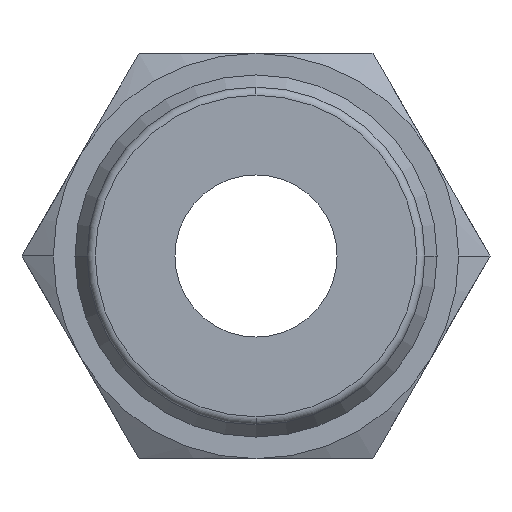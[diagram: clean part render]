
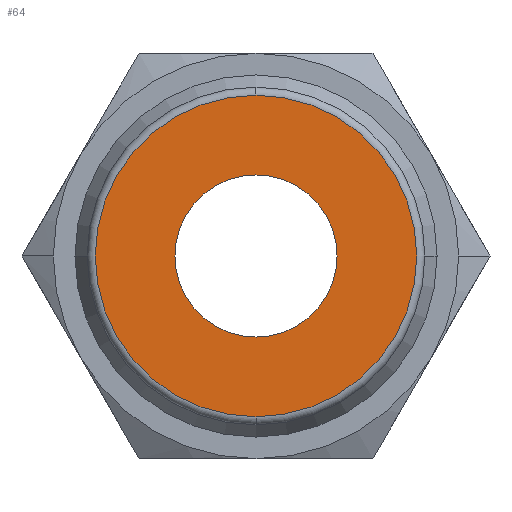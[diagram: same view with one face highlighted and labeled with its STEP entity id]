
A CAD part, front view. The second image highlights one B-rep face of the part: STEP entity #64.
In plain terms, the highlighted planar face has unit normal (0, -1, 0).
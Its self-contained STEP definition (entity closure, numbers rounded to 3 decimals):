
#64=ADVANCED_FACE('',(#161,#162),#163,.T.);
#161=FACE_BOUND('',#292,.T.);
#162=FACE_OUTER_BOUND('',#293,.T.);
#163=PLANE('',#294);
#292=EDGE_LOOP('',(#417,#418));
#293=EDGE_LOOP('',(#419,#420,#421));
#294=AXIS2_PLACEMENT_3D('',#422,#423,#424);
#417=ORIENTED_EDGE('',*,*,#751,.T.);
#418=ORIENTED_EDGE('',*,*,#752,.T.);
#419=ORIENTED_EDGE('',*,*,#753,.F.);
#420=ORIENTED_EDGE('',*,*,#754,.F.);
#421=ORIENTED_EDGE('',*,*,#755,.F.);
#422=CARTESIAN_POINT('',(2.975,0.0,0.0));
#423=DIRECTION('',(-0.0,-1.0,-0.0));
#424=DIRECTION('',(-1.0,0.0,0.0));
#751=EDGE_CURVE('',#878,#879,#880,.T.);
#752=EDGE_CURVE('',#879,#878,#881,.T.);
#753=EDGE_CURVE('',#882,#883,#884,.T.);
#754=EDGE_CURVE('',#885,#882,#886,.T.);
#755=EDGE_CURVE('',#883,#885,#887,.T.);
#878=VERTEX_POINT('',#1056);
#879=VERTEX_POINT('',#1057);
#880=CIRCLE('',#1058,3.0);
#881=CIRCLE('',#1059,3.0);
#882=VERTEX_POINT('',#1060);
#883=VERTEX_POINT('',#1061);
#884=CIRCLE('',#1062,5.95);
#885=VERTEX_POINT('',#1063);
#886=CIRCLE('',#1064,5.95);
#887=CIRCLE('',#1065,5.95);
#1056=CARTESIAN_POINT('',(-3.0,0.0,0.));
#1057=CARTESIAN_POINT('',(3.0,0.0,0.));
#1058=AXIS2_PLACEMENT_3D('',#1399,#1400,#1401);
#1059=AXIS2_PLACEMENT_3D('',#1402,#1403,#1404);
#1060=CARTESIAN_POINT('',(5.95,0.0,0.0));
#1061=CARTESIAN_POINT('',(0.,0.0,-5.95));
#1062=AXIS2_PLACEMENT_3D('',#1405,#1406,#1407);
#1063=CARTESIAN_POINT('',(0.,0.0,5.95));
#1064=AXIS2_PLACEMENT_3D('',#1408,#1409,#1410);
#1065=AXIS2_PLACEMENT_3D('',#1411,#1412,#1413);
#1399=CARTESIAN_POINT('',(0.0,0.0,0.0));
#1400=DIRECTION('',(-0.0,1.0,0.0));
#1401=DIRECTION('',(1.0,0.0,0.0));
#1402=CARTESIAN_POINT('',(0.0,0.0,0.0));
#1403=DIRECTION('',(-0.0,1.0,0.0));
#1404=DIRECTION('',(1.0,0.0,0.0));
#1405=CARTESIAN_POINT('',(0.0,0.0,0.0));
#1406=DIRECTION('',(-0.0,1.0,0.0));
#1407=DIRECTION('',(1.0,0.0,0.0));
#1408=CARTESIAN_POINT('',(0.0,0.0,0.0));
#1409=DIRECTION('',(-0.0,1.0,0.0));
#1410=DIRECTION('',(1.0,0.0,0.0));
#1411=CARTESIAN_POINT('',(0.0,0.0,0.0));
#1412=DIRECTION('',(-0.0,1.0,0.0));
#1413=DIRECTION('',(1.0,0.0,0.0));
